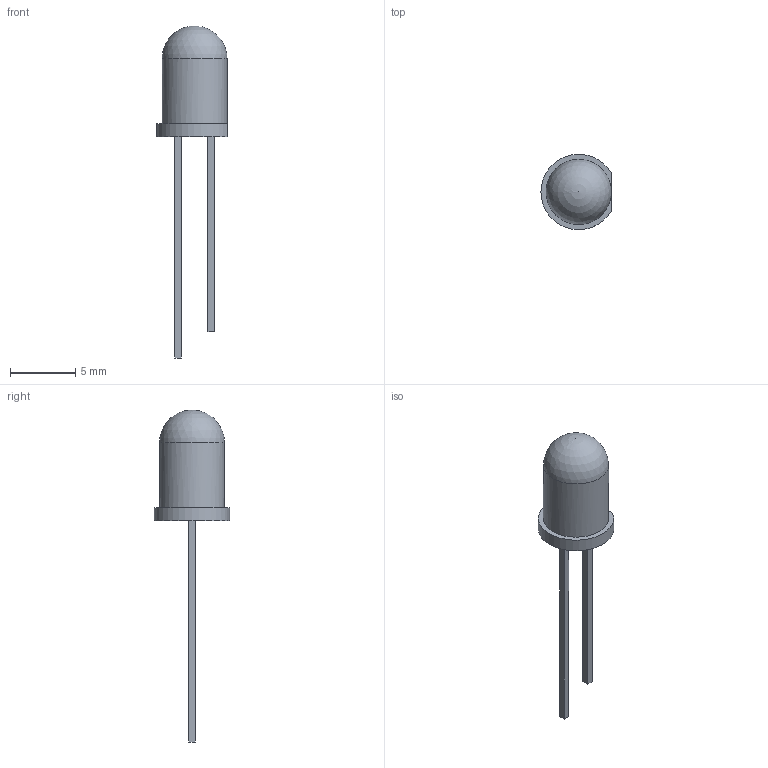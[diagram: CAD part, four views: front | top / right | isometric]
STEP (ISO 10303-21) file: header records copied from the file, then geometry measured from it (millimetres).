
FILE_DESCRIPTION(/* description */ (''),/* implementation_level */ '2;1');
FILE_NAME(/* name */ 'JairMH_led5mm naranja v1.step',/* time_stamp */ '2023-09-20T09:39:04-06:00',/* author */ (''),/* organization */ (''),/* preprocessor_version */ 'ST-DEVELOPER v20',/* originating_system */ 'Autodesk Translation Framework v12.9.0.99',/* authorisation */ '');
FILE_SCHEMA (('AUTOMOTIVE_DESIGN { 1 0 10303 214 3 1 1 }'));
Length unit declared in the file: millimetre
Products named in the file (1): JairMH_led5mm naranja
Bounding box: 5.39 x 5.8 x 25.5 mm (x, y, z)
Volume: 164.5 mm3; surface area: 231.4 mm2
Topology: 1 solids, 1 shells, 16 faces, 39 edges, 26 vertices
Faces by surface type: plane 13, cylinder 2, sphere 1
Entity records: 523 total; most frequent: CARTESIAN_POINT 81, DIRECTION 79, ORIENTED_EDGE 76, EDGE_CURVE 38, LINE 31, VECTOR 31, VERTEX_POINT 26, AXIS2_PLACEMENT_3D 24
